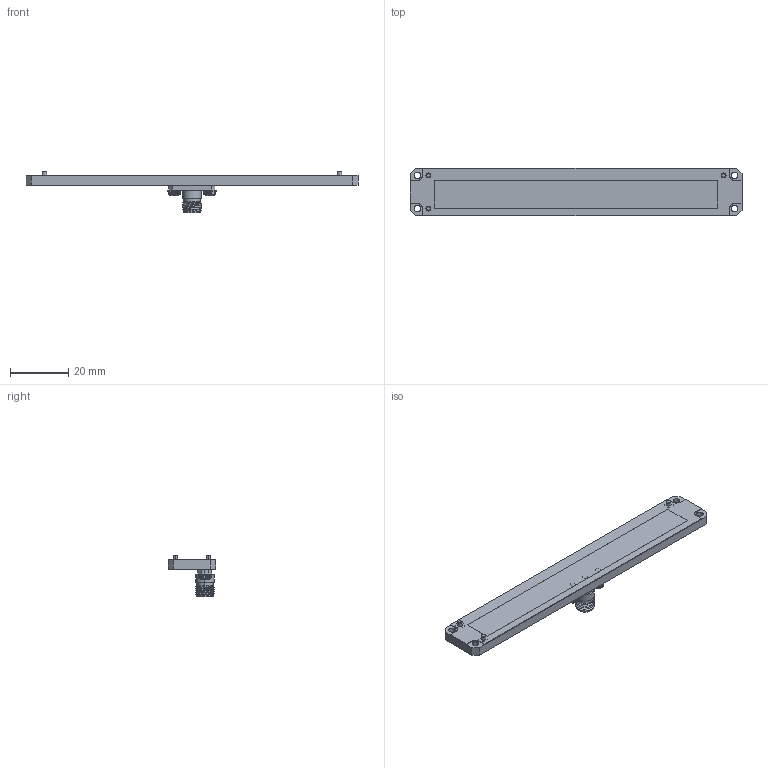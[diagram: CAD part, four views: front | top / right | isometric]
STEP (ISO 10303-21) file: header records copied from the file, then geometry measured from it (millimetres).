
FILE_DESCRIPTION (( 'STEP AP203' ), '1' );
FILE_NAME ('SAM-1731731510-SF-L1.STEP', '2019-12-17T01:21:14', ( '' ), ( '' ), 'SwSTEP 2.0', 'SolidWorks 2016', '' );
FILE_SCHEMA (( 'CONFIG_CONTROL_DESIGN' ));
Length unit declared in the file: inch
Products named in the file (1): SAM-1731731510-SF-L1
Bounding box: 114.3 x 16.51 x 14.29 mm (x, y, z)
Volume: 6709.8 mm3; surface area: 9122.4 mm2
Topology: 10 solids, 10 shells, 236 faces, 601 edges, 390 vertices
Faces by surface type: plane 95, cylinder 91, cone 34, torus 10, sphere 4, bspline 2
Entity records: 7935 total; most frequent: CARTESIAN_POINT 2048, DIRECTION 1241, ORIENTED_EDGE 1202, EDGE_CURVE 601, AXIS2_PLACEMENT_3D 479, VERTEX_POINT 390, VECTOR 283, LINE 283
